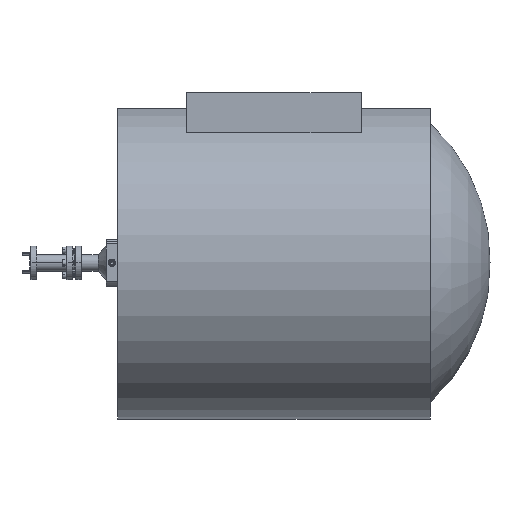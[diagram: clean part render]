
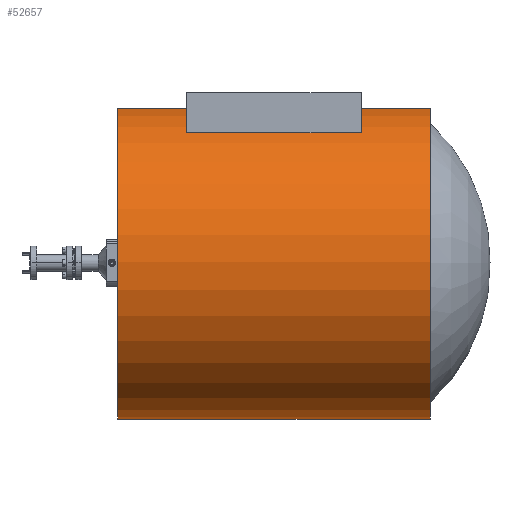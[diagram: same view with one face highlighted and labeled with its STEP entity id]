
A CAD part, left-side view. The second image highlights one B-rep face of the part: STEP entity #52657.
In plain terms, the highlighted cylindrical face has radius 88.9 mm (diameter 177.8 mm), a partial arc.
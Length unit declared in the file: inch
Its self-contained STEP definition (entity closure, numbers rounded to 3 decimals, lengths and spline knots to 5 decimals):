
#7281 = AXIS2_PLACEMENT_3D ( 'NONE', #27998, #90022, #20980 ) ;
#8427 = VERTEX_POINT ( 'NONE', #43636 ) ;
#10609 = EDGE_CURVE ( 'NONE', #18814, #65456, #60902, .T. ) ;
#16771 = LINE ( 'NONE', #74101, #64538 ) ;
#18814 = VERTEX_POINT ( 'NONE', #75341 ) ;
#20119 = DIRECTION ( 'NONE',  ( 0., 0., -1. ) ) ;
#20846 = CARTESIAN_POINT ( 'NONE',  ( -2.16025, 4.54438, 4.24872 ) ) ;
#20980 = DIRECTION ( 'NONE',  ( 0., 0., 1. ) ) ;
#26636 = CIRCLE ( 'NONE', #7281, 3.5 ) ;
#27998 = CARTESIAN_POINT ( 'NONE',  ( -1.57076, 4.54438, 0.79872 ) ) ;
#33491 = VECTOR ( 'NONE', #91397, 39.37008 ) ;
#34534 = LINE ( 'NONE', #90474, #33491 ) ;
#37917 = DIRECTION ( 'NONE',  ( 0., 0., 1. ) ) ;
#38563 = AXIS2_PLACEMENT_3D ( 'NONE', #89995, #55448, #37917 ) ;
#39736 = CYLINDRICAL_SURFACE ( 'NONE', #49617, 3.5 ) ;
#43406 = DIRECTION ( 'NONE',  ( 0., -1., 0. ) ) ;
#43636 = CARTESIAN_POINT ( 'NONE',  ( -1.57076, 4.54438, -2.70128 ) ) ;
#46598 = EDGE_CURVE ( 'NONE', #8427, #76925, #26636, .T. ) ;
#47114 = EDGE_LOOP ( 'NONE', ( #89639, #57001, #62715, #83324 ) ) ;
#49617 = AXIS2_PLACEMENT_3D ( 'NONE', #68131, #43406, #20119 ) ;
#52657 = ADVANCED_FACE ( 'NONE', ( #75120 ), #39736, .T. ) ;
#55448 = DIRECTION ( 'NONE',  ( 0., 1., 0. ) ) ;
#57001 = ORIENTED_EDGE ( 'NONE', *, *, #60429, .T. ) ;
#60429 = EDGE_CURVE ( 'NONE', #8427, #18814, #16771, .T. ) ;
#60902 = CIRCLE ( 'NONE', #38563, 3.5 ) ;
#62715 = ORIENTED_EDGE ( 'NONE', *, *, #10609, .T. ) ;
#64538 = VECTOR ( 'NONE', #66647, 39.37008 ) ;
#65456 = VERTEX_POINT ( 'NONE', #79292 ) ;
#66647 = DIRECTION ( 'NONE',  ( 0., -1., 0. ) ) ;
#68131 = CARTESIAN_POINT ( 'NONE',  ( -1.57076, 4.54438, 0.79872 ) ) ;
#74101 = CARTESIAN_POINT ( 'NONE',  ( -1.57076, 4.54438, -2.70128 ) ) ;
#75120 = FACE_OUTER_BOUND ( 'NONE', #47114, .T. ) ;
#75341 = CARTESIAN_POINT ( 'NONE',  ( -1.57076, -2.45562, -2.70128 ) ) ;
#76495 = EDGE_CURVE ( 'NONE', #65456, #76925, #34534, .T. ) ;
#76925 = VERTEX_POINT ( 'NONE', #20846 ) ;
#79292 = CARTESIAN_POINT ( 'NONE',  ( -2.16025, -2.45562, 4.24872 ) ) ;
#83324 = ORIENTED_EDGE ( 'NONE', *, *, #76495, .T. ) ;
#89639 = ORIENTED_EDGE ( 'NONE', *, *, #46598, .F. ) ;
#89995 = CARTESIAN_POINT ( 'NONE',  ( -1.57076, -2.45562, 0.79872 ) ) ;
#90022 = DIRECTION ( 'NONE',  ( 0., 1., 0. ) ) ;
#90474 = CARTESIAN_POINT ( 'NONE',  ( -2.16025, 4.54438, 4.24872 ) ) ;
#91397 = DIRECTION ( 'NONE',  ( 0., 1., 0. ) ) ;
